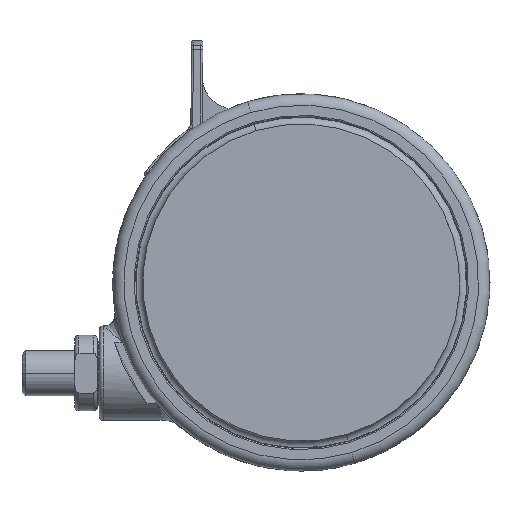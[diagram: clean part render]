
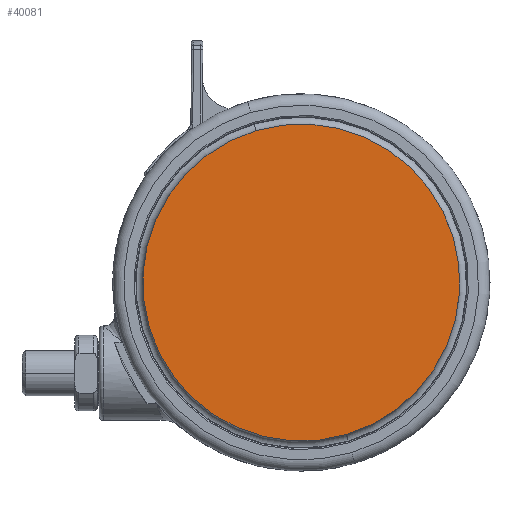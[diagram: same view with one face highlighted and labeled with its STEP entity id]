
A CAD part, left-side view. The second image highlights one B-rep face of the part: STEP entity #40081.
In plain terms, the highlighted face is planar.
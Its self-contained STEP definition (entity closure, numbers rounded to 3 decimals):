
#29 = VERTEX_POINT ( 'NONE', #1707 ) ;
#1667 = DIRECTION ( 'NONE',  ( 0.959, -0.284, 0. ) ) ;
#1707 = CARTESIAN_POINT ( 'NONE',  ( 40.268, -11.936, -48.6 ) ) ;
#2249 = ORIENTED_EDGE ( 'NONE', *, *, #27081, .T. ) ;
#3638 = EDGE_LOOP ( 'NONE', ( #21169, #2249 ) ) ;
#5751 = EDGE_CURVE ( 'NONE', #29, #46625, #33886, .T. ) ;
#20989 = CARTESIAN_POINT ( 'NONE',  ( -40.268, 11.936, -48.6 ) ) ;
#21169 = ORIENTED_EDGE ( 'NONE', *, *, #5751, .T. ) ;
#22436 = CARTESIAN_POINT ( 'NONE',  ( 0., 0., -48.6 ) ) ;
#24285 = DIRECTION ( 'NONE',  ( 0., 0., -1. ) ) ;
#24347 = CIRCLE ( 'NONE', #40847, 42. ) ;
#25540 = PLANE ( 'NONE',  #29067 ) ;
#26110 = AXIS2_PLACEMENT_3D ( 'NONE', #22436, #48771, #26192 ) ;
#26192 = DIRECTION ( 'NONE',  ( 0.959, -0.284, 0. ) ) ;
#27081 = EDGE_CURVE ( 'NONE', #46625, #29, #24347, .T. ) ;
#27170 = FACE_OUTER_BOUND ( 'NONE', #3638, .T. ) ;
#29067 = AXIS2_PLACEMENT_3D ( 'NONE', #44313, #32964, #29339 ) ;
#29339 = DIRECTION ( 'NONE',  ( -0.959, 0.284, 0. ) ) ;
#32964 = DIRECTION ( 'NONE',  ( 0., 0., 1. ) ) ;
#33886 = CIRCLE ( 'NONE', #26110, 42. ) ;
#40081 = ADVANCED_FACE ( 'NONE', ( #27170 ), #25540, .F. ) ;
#40847 = AXIS2_PLACEMENT_3D ( 'NONE', #46846, #24285, #1667 ) ;
#44313 = CARTESIAN_POINT ( 'NONE',  ( 0., 0., -48.6 ) ) ;
#46625 = VERTEX_POINT ( 'NONE', #20989 ) ;
#46846 = CARTESIAN_POINT ( 'NONE',  ( 0., 0., -48.6 ) ) ;
#48771 = DIRECTION ( 'NONE',  ( 0., 0., -1. ) ) ;
